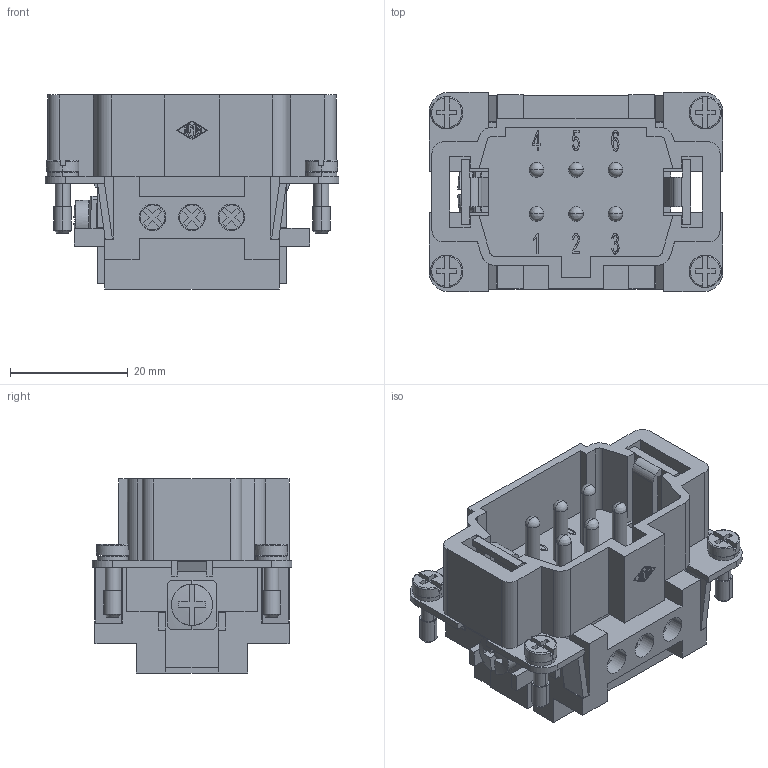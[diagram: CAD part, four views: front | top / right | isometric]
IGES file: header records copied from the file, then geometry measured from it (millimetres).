
Global section: file name: No Iges File Name specified; native system: AutoDesk Inventor R6.1; preprocessor: AutoDesk Inventor Iges Exporter R6.1; author: No Author specified; organization: No Organization specified; date: 20061025.132748; units: millimetre
Bounding box: 50 x 34 x 33 mm (x, y, z)
Volume: 20103.1 mm3; surface area: 17024.5 mm2
Topology: 2 solids, 2 shells, 897 faces, 2437 edges, 1593 vertices
Faces by surface type: plane 423, bspline 347, cylinder 57, revolution 48, sphere 10, torus 8, cone 4
